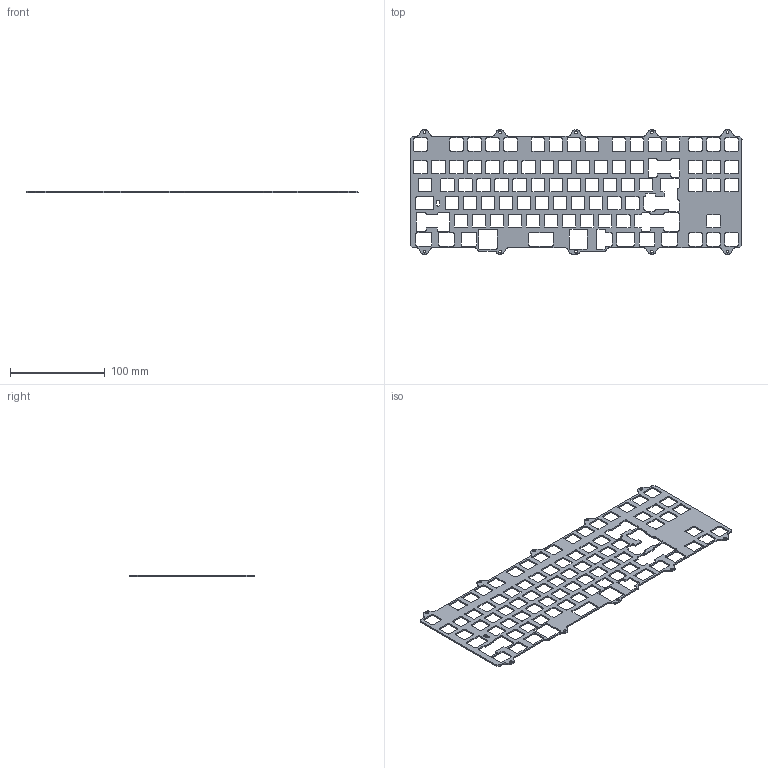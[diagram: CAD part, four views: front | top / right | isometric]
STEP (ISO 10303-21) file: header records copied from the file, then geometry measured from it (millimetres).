
FILE_DESCRIPTION(/* description */ (''),/* implementation_level */ '2;1');
FILE_NAME(/* name */ 'FREYR-PLATE v1.step',/* time_stamp */ '2021-01-29T13:35:45+07:00',/* author */ (''),/* organization */ (''),/* preprocessor_version */ 'ST-DEVELOPER v18.1',/* originating_system */ 'Autodesk Translation Framework v9.7.0.1280',/* authorisation */ '');
FILE_SCHEMA (('AUTOMOTIVE_DESIGN { 1 0 10303 214 3 1 1 }'));
Length unit declared in the file: millimetre
Products named in the file (1): FREYR-PLATE
Bounding box: 350.66 x 131.06 x 1.5 mm (x, y, z)
Volume: 32339.5 mm3; surface area: 52660.2 mm2
Topology: 1 solids, 1 shells, 905 faces, 2709 edges, 1806 vertices
Faces by surface type: plane 460, cylinder 439, bspline 6
Full cylindrical faces by diameter (mm): 3 x10
Entity records: 31214 total; most frequent: CARTESIAN_POINT 5547, ORIENTED_EDGE 5418, DIRECTION 5375, EDGE_CURVE 2709, LINE 1819, VECTOR 1819, VERTEX_POINT 1806, AXIS2_PLACEMENT_3D 1778
